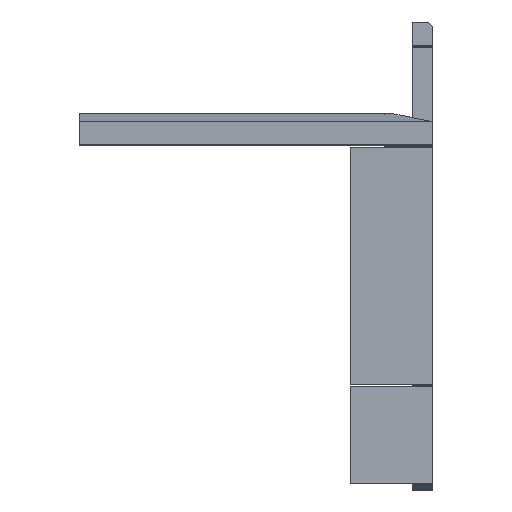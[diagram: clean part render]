
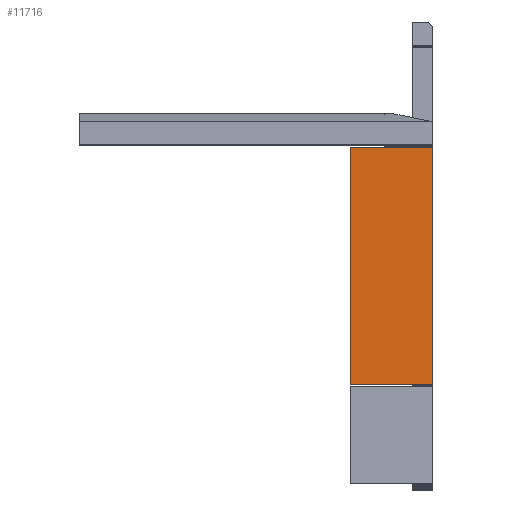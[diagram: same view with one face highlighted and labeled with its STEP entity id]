
A CAD part, top view. The second image highlights one B-rep face of the part: STEP entity #11716.
In plain terms, the highlighted planar face has unit normal (0, 0, 1).
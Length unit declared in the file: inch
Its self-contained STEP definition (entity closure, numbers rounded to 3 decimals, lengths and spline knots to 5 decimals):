
#980=FACE_OUTER_BOUND('',#1716,.T.);
#1716=EDGE_LOOP('',(#10235,#10236,#10237,#10238));
#3215=LINE('',#18791,#4720);
#3218=LINE('',#18797,#4723);
#3220=LINE('',#18802,#4725);
#3222=LINE('',#18805,#4727);
#4720=VECTOR('',#15545,0.3937);
#4723=VECTOR('',#15550,0.3937);
#4725=VECTOR('',#15554,0.3937);
#4727=VECTOR('',#15558,0.3937);
#5725=VERTEX_POINT('',#18785);
#5727=VERTEX_POINT('',#18789);
#5728=VERTEX_POINT('',#18793);
#5731=VERTEX_POINT('',#18800);
#7228=EDGE_CURVE('',#5725,#5727,#3215,.T.);
#7231=EDGE_CURVE('',#5728,#5725,#3218,.T.);
#7233=EDGE_CURVE('',#5731,#5727,#3220,.T.);
#7235=EDGE_CURVE('',#5731,#5728,#3222,.T.);
#10235=ORIENTED_EDGE('',*,*,#7235,.T.);
#10236=ORIENTED_EDGE('',*,*,#7231,.T.);
#10237=ORIENTED_EDGE('',*,*,#7228,.T.);
#10238=ORIENTED_EDGE('',*,*,#7233,.F.);
#10980=PLANE('',#12582);
#11716=ADVANCED_FACE('',(#980),#10980,.T.);
#12582=AXIS2_PLACEMENT_3D('',#18804,#15556,#15557);
#15545=DIRECTION('',(-1.,0.,0.));
#15550=DIRECTION('',(0.,1.,0.));
#15554=DIRECTION('',(0.,1.,0.));
#15556=DIRECTION('center_axis',(0.,0.,1.));
#15557=DIRECTION('ref_axis',(1.,0.,0.));
#15558=DIRECTION('',(1.,0.,0.));
#18785=CARTESIAN_POINT('',(1197.625,12.125,-102.375));
#18789=CARTESIAN_POINT('',(1183.,12.125,-102.375));
#18791=CARTESIAN_POINT('',(1158.90625,12.125,-102.375));
#18793=CARTESIAN_POINT('',(1197.625,-29.875,-102.375));
#18797=CARTESIAN_POINT('',(1197.625,0.,-102.375));
#18800=CARTESIAN_POINT('',(1183.,-29.875,-102.375));
#18802=CARTESIAN_POINT('',(1183.,0.,-102.375));
#18804=CARTESIAN_POINT('Origin',(1183.,0.,-102.375));
#18805=CARTESIAN_POINT('',(1183.,-29.875,-102.375));
